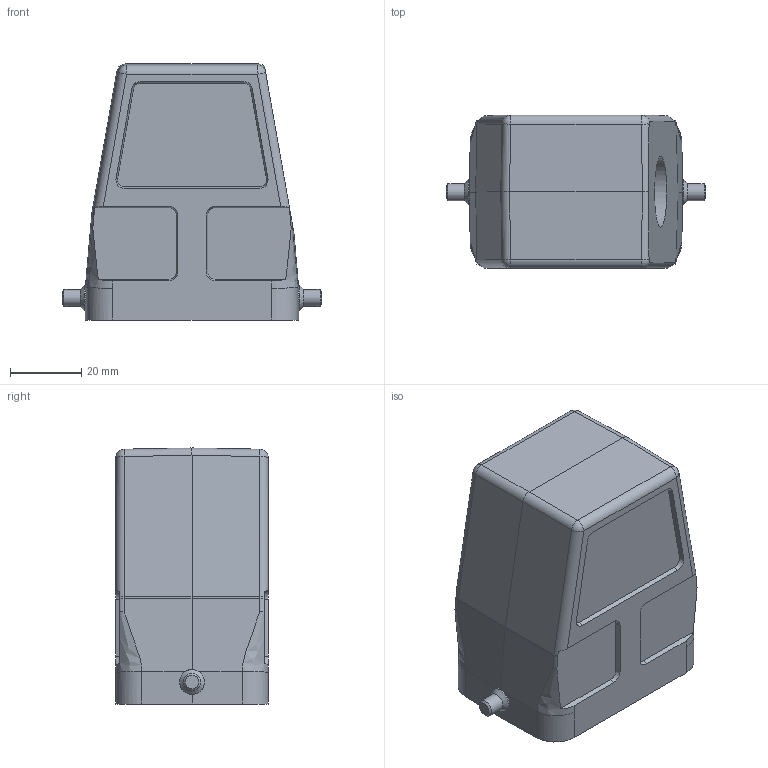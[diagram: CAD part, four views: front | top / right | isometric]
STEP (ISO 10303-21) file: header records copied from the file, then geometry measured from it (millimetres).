
FILE_DESCRIPTION(/* description */ (''),/* implementation_level */ '2;1');
FILE_NAME(/* name */ '100095411ugm000_e.stp',/* time_stamp */ '2021-04-12T08:05:23+02:00',/* author */ (''),/* organization */ (''),/* preprocessor_version */ 'ST-DEVELOPER v16.7',/* originating_system */ 'SIEMENS PLM Software NX 1911',/* authorisation */ '');
FILE_SCHEMA (('AUTOMOTIVE_DESIGN { 1 0 10303 214 3 1 1 1 }'));
Length unit declared in the file: millimetre
Products named in the file (1): 100095411ugm000_e
Bounding box: 73 x 43 x 72 mm (x, y, z)
Volume: 49351.6 mm3; surface area: 28847.7 mm2
Topology: 1 solids, 1 shells, 258 faces, 1202 edges, 1495 vertices
Faces by surface type: plane 157, cylinder 39, cone 34, bspline 20, sphere 4, torus 4
Full cylindrical faces by diameter (mm): 3 x4, 4 x2, 4.8 x2, 7 x2, 20 x1
Entity records: 15165 total; most frequent: CARTESIAN_POINT 4169, DIRECTION 1325, ORIENTED_EDGE 1264, PRESENTATION_STYLE_ASSIGNMENT 790, EDGE_CURVE 632, LINE 563, VECTOR 563, STYLED_ITEM 532
